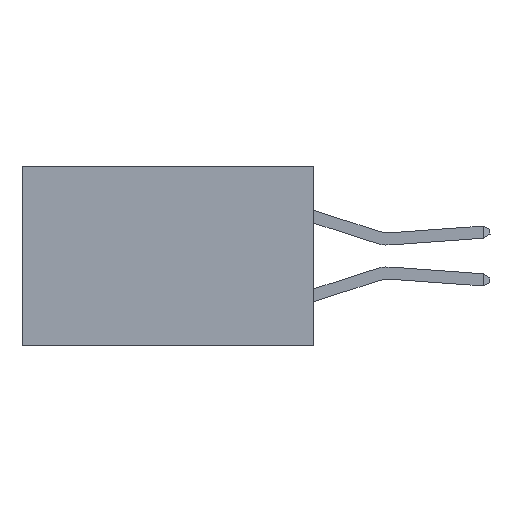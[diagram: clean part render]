
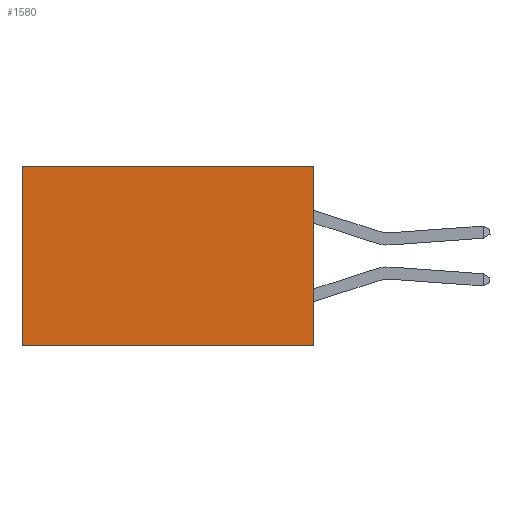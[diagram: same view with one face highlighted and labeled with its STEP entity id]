
A CAD part, left-side view. The second image highlights one B-rep face of the part: STEP entity #1580.
In plain terms, the highlighted planar face has unit normal (-1, 0, 0).
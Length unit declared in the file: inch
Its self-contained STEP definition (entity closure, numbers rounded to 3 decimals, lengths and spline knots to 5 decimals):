
#191 = VECTOR ( 'NONE', #8109, 39.37008 ) ;
#610 = VERTEX_POINT ( 'NONE', #9512 ) ;
#711 = EDGE_CURVE ( 'NONE', #610, #2812, #9865, .T. ) ;
#1199 = DIRECTION ( 'NONE',  ( 0., 1., 0. ) ) ;
#1580 = ADVANCED_FACE ( 'NONE', ( #2937 ), #3371, .F. ) ;
#2257 = CARTESIAN_POINT ( 'NONE',  ( 0.2875, 0., -0.37 ) ) ;
#2812 = VERTEX_POINT ( 'NONE', #9945 ) ;
#2937 = FACE_OUTER_BOUND ( 'NONE', #7891, .T. ) ;
#3263 = DIRECTION ( 'NONE',  ( 1., 0., 0. ) ) ;
#3318 = VERTEX_POINT ( 'NONE', #6477 ) ;
#3371 = PLANE ( 'NONE',  #8569 ) ;
#3398 = CARTESIAN_POINT ( 'NONE',  ( 0.2875, 0., 0. ) ) ;
#3632 = CARTESIAN_POINT ( 'NONE',  ( 0.2875, 0., 0. ) ) ;
#3661 = ORIENTED_EDGE ( 'NONE', *, *, #6634, .T. ) ;
#3923 = VERTEX_POINT ( 'NONE', #7069 ) ;
#3949 = ORIENTED_EDGE ( 'NONE', *, *, #711, .F. ) ;
#4236 = ORIENTED_EDGE ( 'NONE', *, *, #7302, .F. ) ;
#4255 = ORIENTED_EDGE ( 'NONE', *, *, #9607, .T. ) ;
#4562 = CARTESIAN_POINT ( 'NONE',  ( 0.2875, 0.6, 0. ) ) ;
#4776 = LINE ( 'NONE', #3632, #191 ) ;
#5265 = VECTOR ( 'NONE', #7252, 39.37008 ) ;
#5499 = LINE ( 'NONE', #4562, #5265 ) ;
#6477 = CARTESIAN_POINT ( 'NONE',  ( 0.2875, 0.6, 0. ) ) ;
#6634 = EDGE_CURVE ( 'NONE', #3318, #2812, #5499, .T. ) ;
#6713 = LINE ( 'NONE', #7515, #8519 ) ;
#6873 = DIRECTION ( 'NONE',  ( 0., 1., 0. ) ) ;
#7069 = CARTESIAN_POINT ( 'NONE',  ( 0.2875, 0., 0. ) ) ;
#7252 = DIRECTION ( 'NONE',  ( 0., 0., -1. ) ) ;
#7302 = EDGE_CURVE ( 'NONE', #3923, #610, #4776, .T. ) ;
#7515 = CARTESIAN_POINT ( 'NONE',  ( 0.2875, 0., 0. ) ) ;
#7891 = EDGE_LOOP ( 'NONE', ( #3661, #3949, #4236, #4255 ) ) ;
#8034 = VECTOR ( 'NONE', #6873, 39.37008 ) ;
#8109 = DIRECTION ( 'NONE',  ( 0., 0., -1. ) ) ;
#8195 = DIRECTION ( 'NONE',  ( 0., 0., -1. ) ) ;
#8519 = VECTOR ( 'NONE', #1199, 39.37008 ) ;
#8569 = AXIS2_PLACEMENT_3D ( 'NONE', #3398, #3263, #8195 ) ;
#9512 = CARTESIAN_POINT ( 'NONE',  ( 0.2875, 0., -0.37 ) ) ;
#9607 = EDGE_CURVE ( 'NONE', #3923, #3318, #6713, .T. ) ;
#9865 = LINE ( 'NONE', #2257, #8034 ) ;
#9945 = CARTESIAN_POINT ( 'NONE',  ( 0.2875, 0.6, -0.37 ) ) ;
